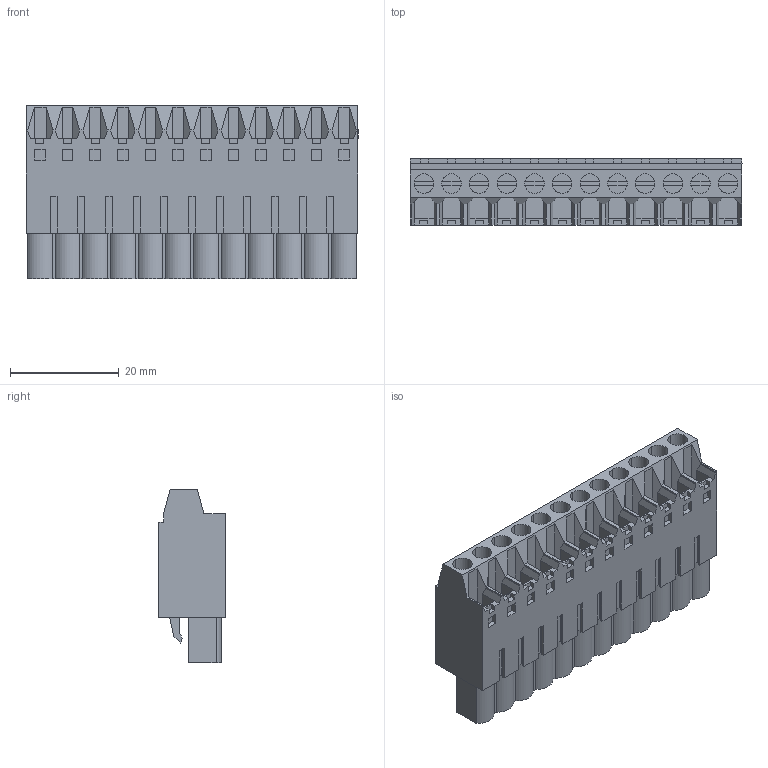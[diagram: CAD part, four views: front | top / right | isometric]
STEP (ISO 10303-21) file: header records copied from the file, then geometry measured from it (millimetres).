
FILE_DESCRIPTION(('CATIA V5 STEP Exchange','CAx-IF Rec.Pracs.--- Model Styling and Organization---1.2---2011-12-15'),'2;1');
FILE_NAME ('D1461250_0_1992010000_1992010000.stp','2017-06-21T12:37:43+00:00',('none'),('Weidmueller'),'CATIA Version 5-6 Release 2014','CATIA V5 STEP AP214','none');
FILE_SCHEMA(('AUTOMOTIVE_DESIGN { 1 0 10303 214 1 1 1 1 }'));
Length unit declared in the file: millimetre
Products named in the file (1): 1992010000
Bounding box: 60.96 x 12.2 x 31.8 mm (x, y, z)
Volume: 15539.6 mm3; surface area: 9578.1 mm2
Topology: 13 solids, 13 shells, 898 faces, 2509 edges, 1688 vertices
Faces by surface type: plane 814, cylinder 84
Entity records: 26792 total; most frequent: ORIENTED_EDGE 5018, CARTESIAN_POINT 4927, DIRECTION 3637, EDGE_CURVE 2509, VECTOR 2293, LINE 2293, VERTEX_POINT 1688, EDGE_LOOP 949
